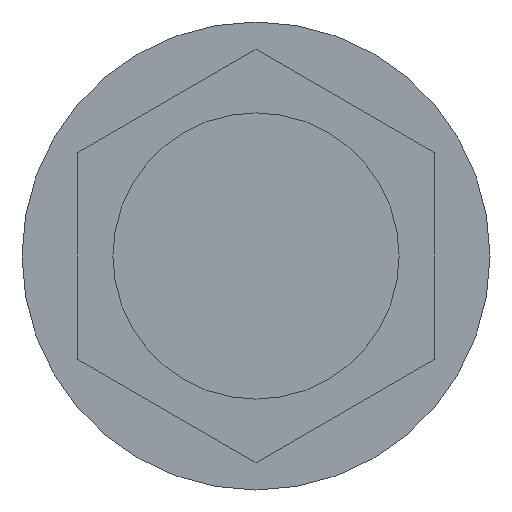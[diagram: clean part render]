
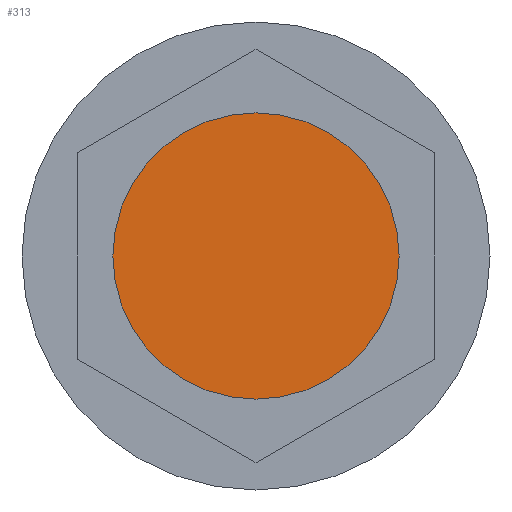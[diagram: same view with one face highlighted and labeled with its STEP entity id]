
A CAD part, left-side view. The second image highlights one B-rep face of the part: STEP entity #313.
In plain terms, the highlighted planar face has unit normal (-1, 0, 0).
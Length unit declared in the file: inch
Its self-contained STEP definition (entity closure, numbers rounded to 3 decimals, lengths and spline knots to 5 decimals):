
#18=PLANE('',#345);
#101=FACE_OUTER_BOUND('',#124,.T.);
#124=EDGE_LOOP('',(#242));
#142=CIRCLE('',#331,0.1468);
#153=VERTEX_POINT('',#453);
#182=EDGE_CURVE('',#153,#153,#142,.T.);
#242=ORIENTED_EDGE('',*,*,#182,.T.);
#313=ADVANCED_FACE('',(#101),#18,.F.);
#331=AXIS2_PLACEMENT_3D('',#454,#365,#366);
#345=AXIS2_PLACEMENT_3D('',#493,#398,#399);
#365=DIRECTION('center_axis',(-1.,0.,0.));
#366=DIRECTION('ref_axis',(0.,0.,1.));
#398=DIRECTION('center_axis',(1.,0.,0.));
#399=DIRECTION('ref_axis',(0.,0.,-1.));
#453=CARTESIAN_POINT('',(-0.182,0.,0.1468));
#454=CARTESIAN_POINT('Origin',(-0.182,0.,0.));
#493=CARTESIAN_POINT('Origin',(-0.182,0.1468,0.));
